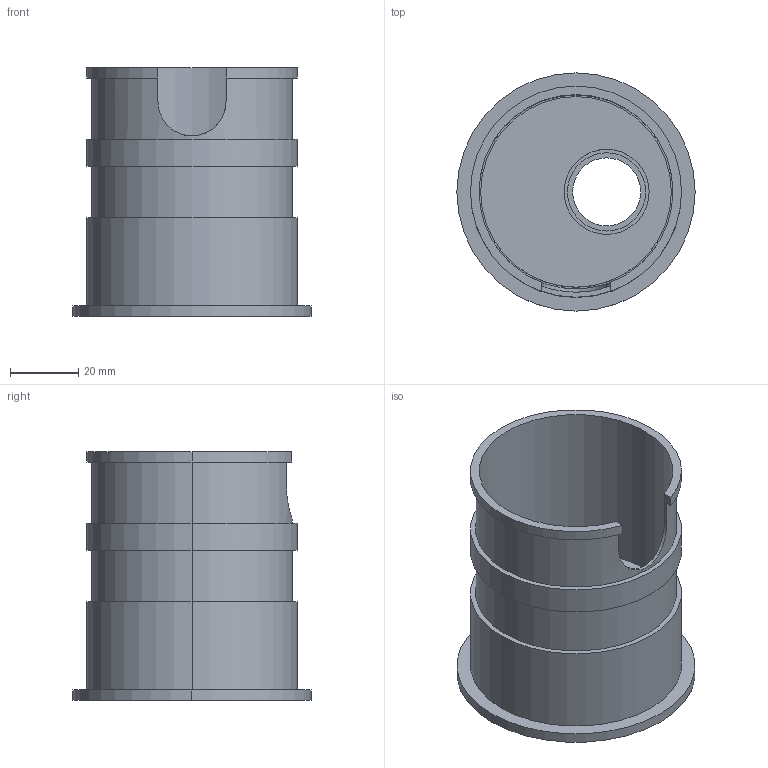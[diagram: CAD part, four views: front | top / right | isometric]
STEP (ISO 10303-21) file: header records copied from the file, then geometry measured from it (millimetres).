
FILE_DESCRIPTION (( 'STEP AP203' ), '1' );
FILE_NAME ('GW-R612×°ÅäÌå2.STEP', '2023-03-20T06:58:14', ( '' ), ( '' ), 'SwSTEP 2.0', 'SolidWorks 2021', '' );
FILE_SCHEMA (( 'CONFIG_CONTROL_DESIGN' ));
Length unit declared in the file: millimetre
Products named in the file (3): Բ; GW-R612蚾饜极2; 啎鎚璃
Assembly tree (2 placements, depth 2):
  GW-R612蚾饜极2
    啎鎚璃
    Բ
Bounding box: 70 x 70 x 73 mm (x, y, z)
Volume: 69081.1 mm3; surface area: 41957.5 mm2
Topology: 2 solids, 2 shells, 53 faces, 122 edges, 83 vertices
Faces by surface type: cylinder 33, plane 18, bspline 2
Entity records: 2220 total; most frequent: CARTESIAN_POINT 661, DIRECTION 286, ORIENTED_EDGE 244, EDGE_CURVE 122, AXIS2_PLACEMENT_3D 121, VERTEX_POINT 83, EDGE_LOOP 67, CIRCLE 65
